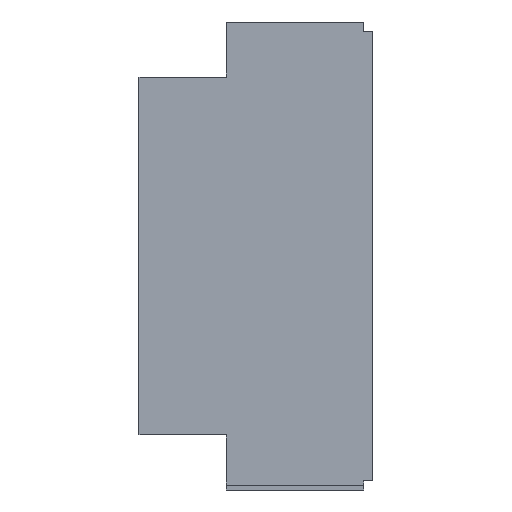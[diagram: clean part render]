
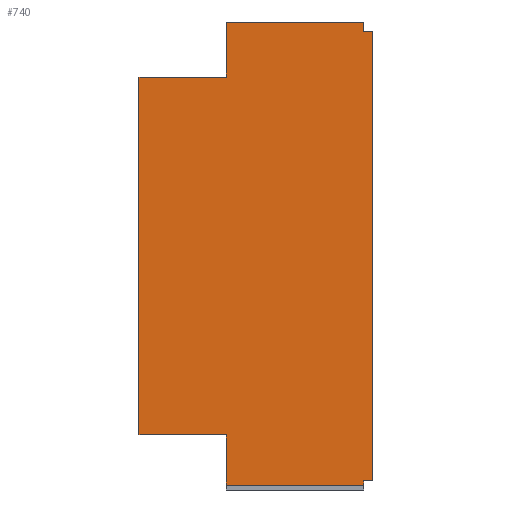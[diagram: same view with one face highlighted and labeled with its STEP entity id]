
A CAD part, front view. The second image highlights one B-rep face of the part: STEP entity #740.
In plain terms, the highlighted planar face has unit normal (0, -1, 0).
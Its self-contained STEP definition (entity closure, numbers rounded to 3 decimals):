
#33=FACE_OUTER_BOUND('',#70,.T.);
#70=EDGE_LOOP('',(#492,#493,#494,#495,#496,#497,#498,#499,#500,#501,#502,
#503,#504,#505));
#130=LINE('',#1080,#224);
#131=LINE('',#1083,#225);
#132=LINE('',#1085,#226);
#133=LINE('',#1087,#227);
#134=LINE('',#1089,#228);
#135=LINE('',#1091,#229);
#136=LINE('',#1093,#230);
#137=LINE('',#1095,#231);
#138=LINE('',#1097,#232);
#139=LINE('',#1099,#233);
#140=LINE('',#1101,#234);
#141=LINE('',#1103,#235);
#142=LINE('',#1105,#236);
#143=LINE('',#1106,#237);
#224=VECTOR('',#876,10.);
#225=VECTOR('',#879,10.);
#226=VECTOR('',#880,10.);
#227=VECTOR('',#881,10.);
#228=VECTOR('',#882,10.);
#229=VECTOR('',#883,10.);
#230=VECTOR('',#884,10.);
#231=VECTOR('',#885,10.);
#232=VECTOR('',#886,10.);
#233=VECTOR('',#887,10.);
#234=VECTOR('',#888,10.);
#235=VECTOR('',#889,10.);
#236=VECTOR('',#890,10.);
#237=VECTOR('',#891,10.);
#317=VERTEX_POINT('',#1074);
#319=VERTEX_POINT('',#1078);
#320=VERTEX_POINT('',#1082);
#321=VERTEX_POINT('',#1084);
#322=VERTEX_POINT('',#1086);
#323=VERTEX_POINT('',#1088);
#324=VERTEX_POINT('',#1090);
#325=VERTEX_POINT('',#1092);
#326=VERTEX_POINT('',#1094);
#327=VERTEX_POINT('',#1096);
#328=VERTEX_POINT('',#1098);
#329=VERTEX_POINT('',#1100);
#330=VERTEX_POINT('',#1102);
#331=VERTEX_POINT('',#1104);
#388=EDGE_CURVE('',#317,#319,#130,.T.);
#389=EDGE_CURVE('',#320,#319,#131,.T.);
#390=EDGE_CURVE('',#321,#320,#132,.T.);
#391=EDGE_CURVE('',#321,#322,#133,.T.);
#392=EDGE_CURVE('',#323,#322,#134,.T.);
#393=EDGE_CURVE('',#324,#323,#135,.T.);
#394=EDGE_CURVE('',#325,#324,#136,.T.);
#395=EDGE_CURVE('',#326,#325,#137,.T.);
#396=EDGE_CURVE('',#327,#326,#138,.T.);
#397=EDGE_CURVE('',#328,#327,#139,.T.);
#398=EDGE_CURVE('',#329,#328,#140,.T.);
#399=EDGE_CURVE('',#330,#329,#141,.T.);
#400=EDGE_CURVE('',#331,#330,#142,.T.);
#401=EDGE_CURVE('',#317,#331,#143,.T.);
#492=ORIENTED_EDGE('',*,*,#388,.T.);
#493=ORIENTED_EDGE('',*,*,#389,.F.);
#494=ORIENTED_EDGE('',*,*,#390,.F.);
#495=ORIENTED_EDGE('',*,*,#391,.T.);
#496=ORIENTED_EDGE('',*,*,#392,.F.);
#497=ORIENTED_EDGE('',*,*,#393,.F.);
#498=ORIENTED_EDGE('',*,*,#394,.F.);
#499=ORIENTED_EDGE('',*,*,#395,.F.);
#500=ORIENTED_EDGE('',*,*,#396,.F.);
#501=ORIENTED_EDGE('',*,*,#397,.F.);
#502=ORIENTED_EDGE('',*,*,#398,.F.);
#503=ORIENTED_EDGE('',*,*,#399,.F.);
#504=ORIENTED_EDGE('',*,*,#400,.F.);
#505=ORIENTED_EDGE('',*,*,#401,.F.);
#671=PLANE('',#801);
#740=ADVANCED_FACE('',(#33),#671,.F.);
#801=AXIS2_PLACEMENT_3D('',#1081,#877,#878);
#876=DIRECTION('',(0.,0.,-1.));
#877=DIRECTION('center_axis',(0.,1.,0.));
#878=DIRECTION('ref_axis',(0.,0.,1.));
#879=DIRECTION('',(-1.,0.,0.));
#880=DIRECTION('',(0.,0.,1.));
#881=DIRECTION('',(0.,0.,-1.));
#882=DIRECTION('',(-1.,0.,0.));
#883=DIRECTION('',(0.,0.,-1.));
#884=DIRECTION('',(-1.,0.,0.));
#885=DIRECTION('',(0.,0.,-1.));
#886=DIRECTION('',(1.,0.,0.));
#887=DIRECTION('',(0.,0.,-1.));
#888=DIRECTION('',(1.,0.,0.));
#889=DIRECTION('',(0.,0.,1.));
#890=DIRECTION('',(0.,0.,1.));
#891=DIRECTION('',(1.,0.,0.));
#1074=CARTESIAN_POINT('',(-49.,-1.,-50.));
#1078=CARTESIAN_POINT('',(-49.,-1.,-128.));
#1080=CARTESIAN_POINT('',(-49.,-1.,-89.));
#1081=CARTESIAN_POINT('Origin',(-18.209,-1.,-89.));
#1082=CARTESIAN_POINT('',(-30.,-1.,-128.));
#1083=CARTESIAN_POINT('',(-30.,-1.,-128.));
#1084=CARTESIAN_POINT('',(-30.,-1.,-138.));
#1085=CARTESIAN_POINT('',(-30.,-1.,-178.));
#1086=CARTESIAN_POINT('',(-30.,-1.,-139.));
#1087=CARTESIAN_POINT('',(-30.,-1.,-115.375));
#1088=CARTESIAN_POINT('',(0.,-1.,-139.));
#1089=CARTESIAN_POINT('',(-18.209,-1.,-139.));
#1090=CARTESIAN_POINT('',(0.,-1.,-138.));
#1091=CARTESIAN_POINT('',(0.,-1.,-113.5));
#1092=CARTESIAN_POINT('',(2.,-1.,-138.));
#1093=CARTESIAN_POINT('',(-8.604,-1.,-138.));
#1094=CARTESIAN_POINT('',(2.,-1.,-40.));
#1095=CARTESIAN_POINT('',(2.,-1.,-89.));
#1096=CARTESIAN_POINT('',(0.,-1.,-40.));
#1097=CARTESIAN_POINT('',(-8.604,-1.,-40.));
#1098=CARTESIAN_POINT('',(0.,-1.,-38.));
#1099=CARTESIAN_POINT('',(0.,-1.,-62.625));
#1100=CARTESIAN_POINT('',(-30.,-1.,-38.));
#1101=CARTESIAN_POINT('',(-18.209,-1.,-38.));
#1102=CARTESIAN_POINT('',(-30.,-1.,-40.));
#1103=CARTESIAN_POINT('',(-30.,-1.,-64.5));
#1104=CARTESIAN_POINT('',(-30.,-1.,-50.));
#1105=CARTESIAN_POINT('',(-30.,-1.,-50.));
#1106=CARTESIAN_POINT('',(-55.57,-1.,-50.));
